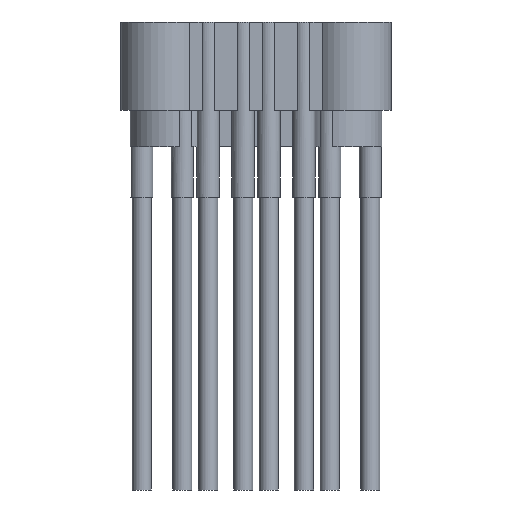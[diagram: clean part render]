
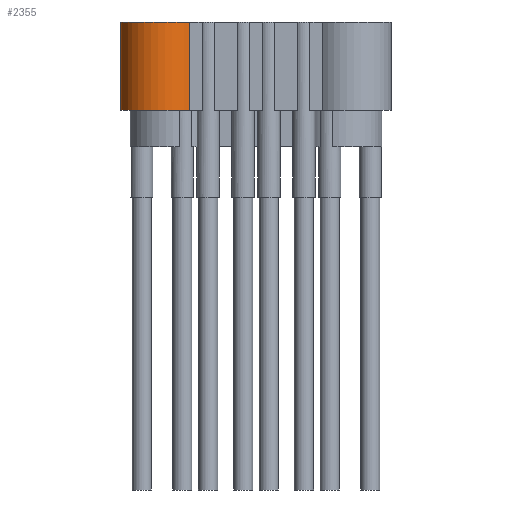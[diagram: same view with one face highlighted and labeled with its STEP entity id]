
A CAD part, front view. The second image highlights one B-rep face of the part: STEP entity #2355.
In plain terms, the highlighted cylindrical face has radius 2 mm (diameter 4 mm), a partial arc.
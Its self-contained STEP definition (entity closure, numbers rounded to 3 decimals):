
#13=DIRECTION('',(0.,0.,1.));
#45=DIRECTION('',(1.,0.,0.));
#50=DIRECTION('',(1.,0.));
#51=( GEOMETRIC_REPRESENTATION_CONTEXT(2) PARAMETRIC_REPRESENTATION_CONTEXT() REPRESENTATION_CONTEXT('2D SPACE',''  ) );
#59=VECTOR('',#50,1.);
#80=CARTESIAN_POINT('',(0.,-0.));
#96=CARTESIAN_POINT('',(0.,0.));
#173=DIRECTION('',(-0.707,0.707,0.));
#190=PLANE('',#191);
#191=AXIS2_PLACEMENT_3D('',#192,#13,#45);
#192=CARTESIAN_POINT('',(-9.95,-23.9,-4.367));
#281=DIRECTION('',(0.,-1.,0.));
#385=DIRECTION('',(0.,1.,0.));
#783=DIRECTION('',(-0.707,0.707));
#790=DEFINITIONAL_REPRESENTATION('',(#791),#51);
#791=LINE('',#96,#792);
#792=VECTOR('',#793,1.);
#793=DIRECTION('',(0.,-1.));
#800=ORIENTED_EDGE('',*,*,#801,.T.);
#801=EDGE_CURVE('',#802,#804,#806,.T.);
#802=VERTEX_POINT('',#803);
#803=CARTESIAN_POINT('',(-6.1,-3.272,-4.367));
#804=VERTEX_POINT('',#805);
#805=CARTESIAN_POINT('',(-3.272,-6.1,-4.367));
#806=SURFACE_CURVE('',#807,(#810,#815),.PCURVE_S1.);
#807=CIRCLE('',#808,2.);
#808=AXIS2_PLACEMENT_3D('',#809,#13,#173);
#809=CARTESIAN_POINT('',(-4.686,-4.686,    -4.367));
#810=PCURVE('',#190,#811);
#811=DEFINITIONAL_REPRESENTATION('',(#812),#51);
#812=CIRCLE('',#813,2.);
#813=AXIS2_PLACEMENT_2D('',#814,#783);
#814=CARTESIAN_POINT('',(5.264,19.214));
#815=PCURVE('',#816,#819);
#816=CYLINDRICAL_SURFACE('',#817,2.);
#817=AXIS2_PLACEMENT_3D('',#818,#13,#173);
#818=CARTESIAN_POINT('',(-4.686,-4.686,    45.617));
#819=DEFINITIONAL_REPRESENTATION('',(#820),#51);
#820=LINE('',#821,#59);
#821=CARTESIAN_POINT('',(0.,-49.983));
#835=PLANE('',#836);
#836=AXIS2_PLACEMENT_3D('',#837,#281,#45);
#837=CARTESIAN_POINT('',(-3.272,-6.1,45.617));
#897=PLANE('',#898);
#898=AXIS2_PLACEMENT_3D('',#899,#45,#385);
#899=CARTESIAN_POINT('',(-6.1,-3.272,45.617));
#1031=DEFINITIONAL_REPRESENTATION('',(#1032),#51);
#1032=LINE('',#1033,#792);
#1033=CARTESIAN_POINT('',(3.142,0.));
#1083=PLANE('',#1084);
#1084=AXIS2_PLACEMENT_3D('',#1085,#13,#45);
#1085=CARTESIAN_POINT('',(-9.95,-23.9,0.));
#2355=ADVANCED_FACE('',(#2356),#816,.T.);
#2356=FACE_BOUND('',#2357,.T.);
#2357=EDGE_LOOP('',(#2358,#2373,#800,#2381));
#2358=ORIENTED_EDGE('',*,*,#2359,.F.);
#2359=EDGE_CURVE('',#2360,#2362,#2364,.T.);
#2360=VERTEX_POINT('',#2361);
#2361=CARTESIAN_POINT('',(-6.1,-3.272,0.));
#2362=VERTEX_POINT('',#2363);
#2363=CARTESIAN_POINT('',(-3.272,-6.1,0.));
#2364=SURFACE_CURVE('',#2365,(#2368,#2372),.PCURVE_S1.);
#2365=CIRCLE('',#2366,2.);
#2366=AXIS2_PLACEMENT_3D('',#2367,#13,#173);
#2367=CARTESIAN_POINT('',(-4.686,-4.686,0.));
#2368=PCURVE('',#816,#2369);
#2369=DEFINITIONAL_REPRESENTATION('',(#2370),#51);
#2370=LINE('',#2371,#59);
#2371=CARTESIAN_POINT('',(0.,-45.617));
#2372=PCURVE('',#1083,#811);
#2373=ORIENTED_EDGE('',*,*,#2374,.T.);
#2374=EDGE_CURVE('',#2360,#802,#2375,.T.);
#2375=SURFACE_CURVE('',#2376,(#2379,#2380),.PCURVE_S1.);
#2376=LINE('',#899,#2377);
#2377=VECTOR('',#2378,1.);
#2378=DIRECTION('',(0.,0.,-1.));
#2379=PCURVE('',#816,#790);
#2380=PCURVE('',#897,#790);
#2381=ORIENTED_EDGE('',*,*,#2382,.F.);
#2382=EDGE_CURVE('',#2362,#804,#2383,.T.);
#2383=SURFACE_CURVE('',#2384,(#2385,#2386),.PCURVE_S1.);
#2384=LINE('',#837,#2377);
#2385=PCURVE('',#816,#1031);
#2386=PCURVE('',#835,#2387);
#2387=DEFINITIONAL_REPRESENTATION('',(#2388),#51);
#2388=LINE('',#80,#792);
